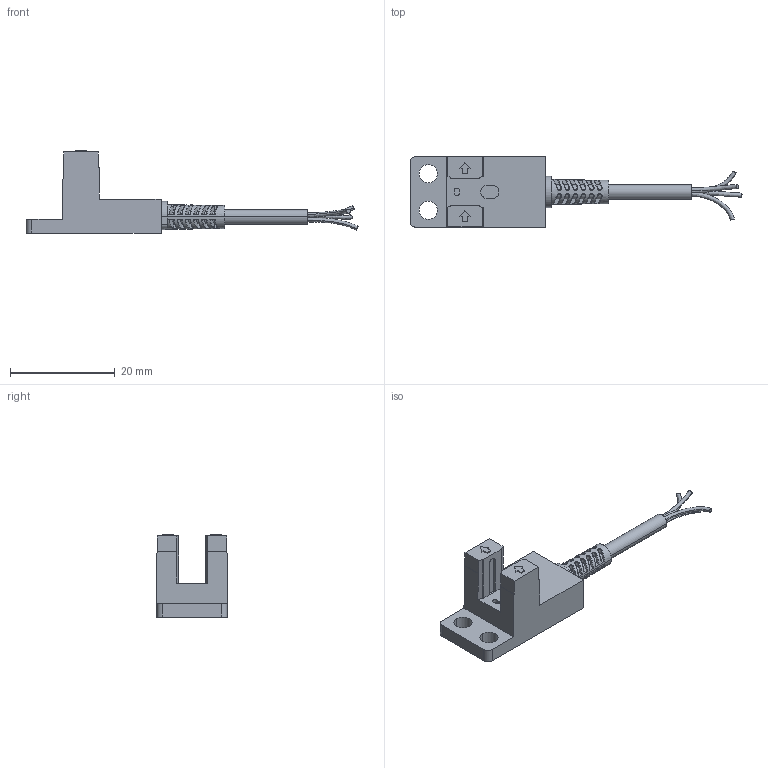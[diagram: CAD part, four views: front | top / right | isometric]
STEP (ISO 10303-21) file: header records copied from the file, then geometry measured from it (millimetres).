
FILE_DESCRIPTION((''),'2;1');
FILE_NAME('674WR_NEW___ASM','2021-10-30T15:21:18',('Administrator'),(''),'CREO PARAMETRIC BY PTC INC, 2018400','CREO PARAMETRIC BY PTC INC, 2018400','');
FILE_SCHEMA(('CONFIG_CONTROL_DESIGN'));
Length unit declared in the file: millimetre
Products named in the file (1): 674WR_NEW___ASM
Bounding box: 63.42 x 13.5 x 15.7 mm (x, y, z)
Surface area: 2420.8 mm2 (no closed solid volume)
Topology: 0 solids, 4 shells, 311 faces, 928 edges, 633 vertices
Faces by surface type: plane 174, bspline 80, cylinder 53, torus 2, cone 2
Entity records: 29151 total; most frequent: CARTESIAN_POINT 21667, ORIENTED_EDGE 1856, DIRECTION 1065, EDGE_CURVE 928, VERTEX_POINT 633, B_SPLINE_CURVE_WITH_KNOTS 432, VECTOR 391, LINE 391
